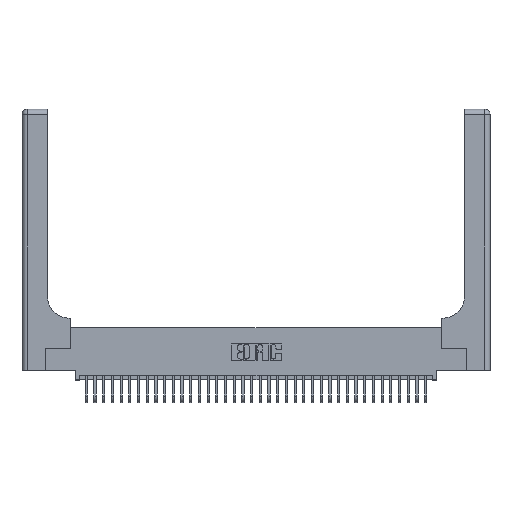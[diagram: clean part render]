
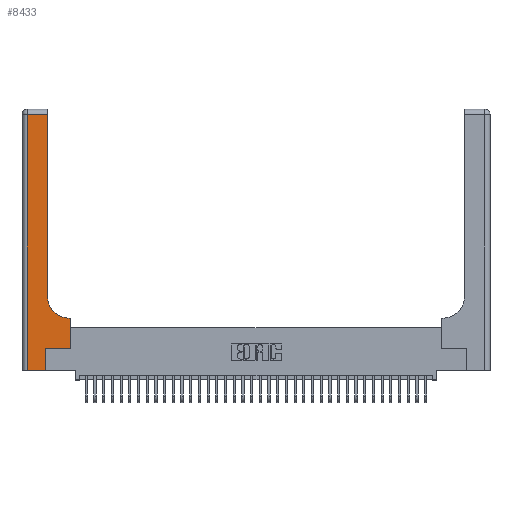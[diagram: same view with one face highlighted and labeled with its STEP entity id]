
A CAD part, top view. The second image highlights one B-rep face of the part: STEP entity #8433.
In plain terms, the highlighted planar face has unit normal (0, 0, 1).
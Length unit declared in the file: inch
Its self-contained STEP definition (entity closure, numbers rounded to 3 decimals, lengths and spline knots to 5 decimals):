
#52 = EDGE_CURVE ( 'NONE', #24381, #21522, #5900, .T. ) ;
#550 = CARTESIAN_POINT ( 'NONE',  ( 0.5415, 0.6, 0.37 ) ) ;
#1372 = DIRECTION ( 'NONE',  ( 0., 1., 0. ) ) ;
#1805 = VERTEX_POINT ( 'NONE', #13700 ) ;
#1923 = LINE ( 'NONE', #7035, #7643 ) ;
#2114 = VERTEX_POINT ( 'NONE', #30806 ) ;
#2163 = CARTESIAN_POINT ( 'NONE',  ( 0.06, 3., 0.37 ) ) ;
#3350 = PLANE ( 'NONE',  #22813 ) ;
#4221 = VERTEX_POINT ( 'NONE', #15813 ) ;
#4530 = CARTESIAN_POINT ( 'NONE',  ( 0.06, 2.94, 0.37 ) ) ;
#5624 = EDGE_CURVE ( 'NONE', #6113, #2114, #11420, .T. ) ;
#5781 = DIRECTION ( 'NONE',  ( -1., 0., 0. ) ) ;
#5900 = LINE ( 'NONE', #14387, #20516 ) ;
#6024 = VERTEX_POINT ( 'NONE', #11700 ) ;
#6113 = VERTEX_POINT ( 'NONE', #28462 ) ;
#7035 = CARTESIAN_POINT ( 'NONE',  ( 0.269, 0., 0.37 ) ) ;
#7415 = FACE_OUTER_BOUND ( 'NONE', #7929, .T. ) ;
#7643 = VECTOR ( 'NONE', #1372, 39.37008 ) ;
#7858 = LINE ( 'NONE', #2163, #20723 ) ;
#7929 = EDGE_LOOP ( 'NONE', ( #23552, #23509, #26529, #31681, #24839, #20118, #18852, #18486, #13348 ) ) ;
#8433 = ADVANCED_FACE ( 'NONE', ( #7415 ), #3350, .F. ) ;
#8972 = DIRECTION ( 'NONE',  ( -1., 0., 0. ) ) ;
#9096 = VERTEX_POINT ( 'NONE', #550 ) ;
#9172 = EDGE_CURVE ( 'NONE', #35789, #24381, #11638, .T. ) ;
#9215 = VECTOR ( 'NONE', #5781, 39.37008 ) ;
#9711 = DIRECTION ( 'NONE',  ( 1., 0., 0. ) ) ;
#10305 = DIRECTION ( 'NONE',  ( 0., 0., -1. ) ) ;
#10894 = DIRECTION ( 'NONE',  ( 0., 1., 0. ) ) ;
#10998 = AXIS2_PLACEMENT_3D ( 'NONE', #26706, #10305, #29485 ) ;
#11230 = EDGE_CURVE ( 'NONE', #6024, #6113, #1923, .T. ) ;
#11420 = LINE ( 'NONE', #23368, #17848 ) ;
#11638 = LINE ( 'NONE', #28446, #32666 ) ;
#11700 = CARTESIAN_POINT ( 'NONE',  ( 0.269, 0., 0.37 ) ) ;
#12026 = DIRECTION ( 'NONE',  ( 0., 1., 0. ) ) ;
#13348 = ORIENTED_EDGE ( 'NONE', *, *, #15040, .T. ) ;
#13647 = CIRCLE ( 'NONE', #10998, 0.25 ) ;
#13700 = CARTESIAN_POINT ( 'NONE',  ( 0.5585, 0.6, 0.37 ) ) ;
#14387 = CARTESIAN_POINT ( 'NONE',  ( 0., 2.94, 0.37 ) ) ;
#15040 = EDGE_CURVE ( 'NONE', #9096, #35789, #13647, .T. ) ;
#15204 = EDGE_CURVE ( 'NONE', #2114, #1805, #23074, .T. ) ;
#15813 = CARTESIAN_POINT ( 'NONE',  ( 0.06, 0., 0.37 ) ) ;
#17119 = CARTESIAN_POINT ( 'NONE',  ( 0., 3., 0.37 ) ) ;
#17603 = EDGE_CURVE ( 'NONE', #1805, #9096, #23810, .T. ) ;
#17848 = VECTOR ( 'NONE', #9711, 39.37008 ) ;
#18486 = ORIENTED_EDGE ( 'NONE', *, *, #17603, .T. ) ;
#18852 = ORIENTED_EDGE ( 'NONE', *, *, #15204, .T. ) ;
#20118 = ORIENTED_EDGE ( 'NONE', *, *, #5624, .T. ) ;
#20516 = VECTOR ( 'NONE', #25291, 39.37008 ) ;
#20723 = VECTOR ( 'NONE', #21366, 39.37008 ) ;
#21366 = DIRECTION ( 'NONE',  ( 0., -1., 0. ) ) ;
#21522 = VERTEX_POINT ( 'NONE', #4530 ) ;
#21753 = CARTESIAN_POINT ( 'NONE',  ( 0., 0., 0.37 ) ) ;
#21794 = EDGE_CURVE ( 'NONE', #4221, #6024, #26900, .T. ) ;
#22813 = AXIS2_PLACEMENT_3D ( 'NONE', #17119, #25379, #8972 ) ;
#23074 = LINE ( 'NONE', #35588, #30373 ) ;
#23368 = CARTESIAN_POINT ( 'NONE',  ( 0.269, 0.25, 0.37 ) ) ;
#23509 = ORIENTED_EDGE ( 'NONE', *, *, #52, .T. ) ;
#23552 = ORIENTED_EDGE ( 'NONE', *, *, #9172, .T. ) ;
#23810 = LINE ( 'NONE', #24983, #9215 ) ;
#24204 = EDGE_CURVE ( 'NONE', #21522, #4221, #7858, .T. ) ;
#24381 = VERTEX_POINT ( 'NONE', #25270 ) ;
#24507 = DIRECTION ( 'NONE',  ( 1., 0., 0. ) ) ;
#24738 = CARTESIAN_POINT ( 'NONE',  ( 0.2915, 0.85, 0.37 ) ) ;
#24839 = ORIENTED_EDGE ( 'NONE', *, *, #11230, .T. ) ;
#24983 = CARTESIAN_POINT ( 'NONE',  ( 0.2915, 0.6, 0.37 ) ) ;
#25270 = CARTESIAN_POINT ( 'NONE',  ( 0.2915, 2.94, 0.37 ) ) ;
#25291 = DIRECTION ( 'NONE',  ( -1., 0., 0. ) ) ;
#25379 = DIRECTION ( 'NONE',  ( 0., 0., -1. ) ) ;
#26529 = ORIENTED_EDGE ( 'NONE', *, *, #24204, .T. ) ;
#26706 = CARTESIAN_POINT ( 'NONE',  ( 0.5415, 0.85, 0.37 ) ) ;
#26900 = LINE ( 'NONE', #21753, #33327 ) ;
#28446 = CARTESIAN_POINT ( 'NONE',  ( 0.2915, 3., 0.37 ) ) ;
#28462 = CARTESIAN_POINT ( 'NONE',  ( 0.269, 0.25, 0.37 ) ) ;
#29485 = DIRECTION ( 'NONE',  ( 1., 0., 0. ) ) ;
#30373 = VECTOR ( 'NONE', #10894, 39.37008 ) ;
#30806 = CARTESIAN_POINT ( 'NONE',  ( 0.5585, 0.25, 0.37 ) ) ;
#31681 = ORIENTED_EDGE ( 'NONE', *, *, #21794, .T. ) ;
#32666 = VECTOR ( 'NONE', #12026, 39.37008 ) ;
#33327 = VECTOR ( 'NONE', #24507, 39.37008 ) ;
#35588 = CARTESIAN_POINT ( 'NONE',  ( 0.5585, 0.25, 0.37 ) ) ;
#35789 = VERTEX_POINT ( 'NONE', #24738 ) ;
